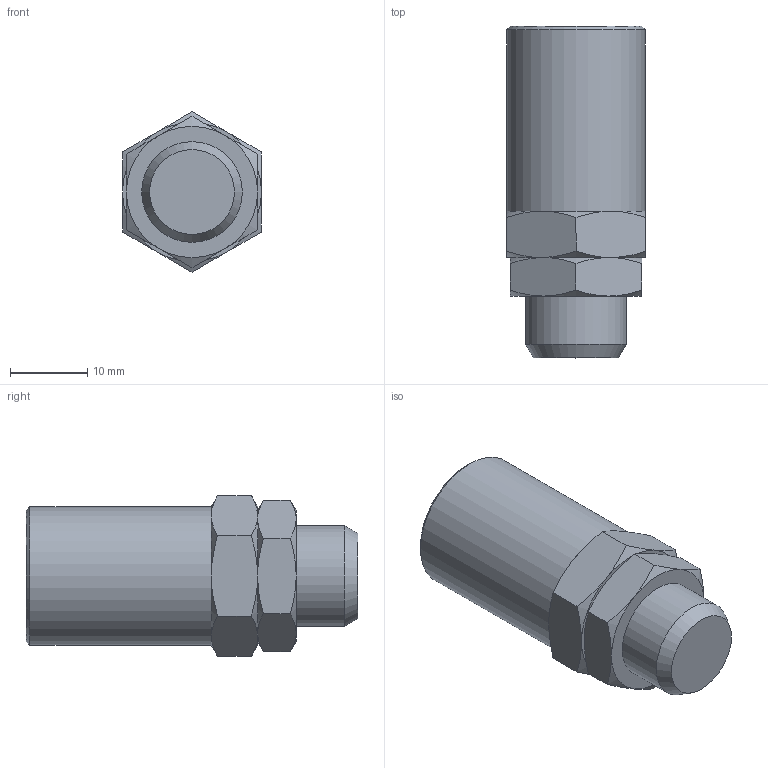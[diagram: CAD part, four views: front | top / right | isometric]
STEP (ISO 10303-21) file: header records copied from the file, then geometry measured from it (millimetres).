
FILE_DESCRIPTION (( 'STEP AP214' ), '1' );
FILE_NAME ('0184000010A.STEP', '2014-02-06T16:33:36', ( 'ST01' ), ( '' ), 'SwSTEP 2.0', 'SolidWorks 2013', '' );
FILE_SCHEMA (( 'AUTOMOTIVE_DESIGN' ));
Length unit declared in the file: millimetre
Products named in the file (1): 0184000010A
Bounding box: 18 x 43 x 20.78 mm (x, y, z)
Surface area: 2860.8 mm2 (no closed solid volume)
Topology: 0 solids, 1 shells, 44 faces, 95 edges, 55 vertices
Faces by surface type: cone 26, plane 16, cylinder 2
Full cylindrical faces by diameter (mm): 13.05 x1, 18 x1
Entity records: 1539 total; most frequent: CARTESIAN_POINT 427, ORIENTED_EDGE 178, DIRECTION 160, EDGE_CURVE 89, AXIS2_PLACEMENT_3D 74, VERTEX_POINT 53, EDGE_LOOP 50, B_SPLINE_CURVE_WITH_KNOTS 48
